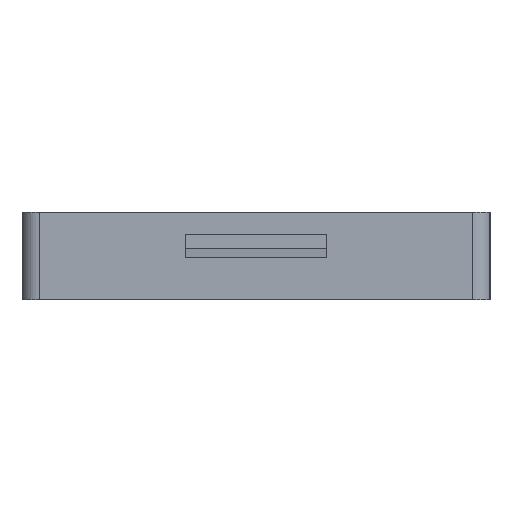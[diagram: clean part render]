
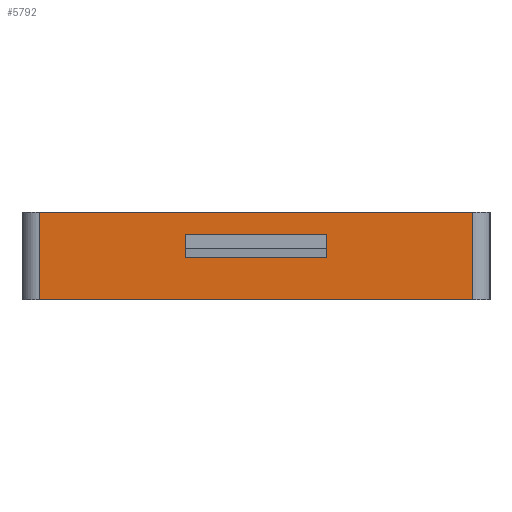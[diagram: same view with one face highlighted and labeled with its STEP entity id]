
A CAD part, left-side view. The second image highlights one B-rep face of the part: STEP entity #5792.
In plain terms, the highlighted planar face has unit normal (-1, 0, 0).
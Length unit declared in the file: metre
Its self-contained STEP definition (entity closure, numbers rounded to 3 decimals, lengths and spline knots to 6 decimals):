
#1765=ORIENTED_EDGE('',*,*,#2496,.F.);
#1766=ORIENTED_EDGE('',*,*,#2502,.F.);
#1767=ORIENTED_EDGE('',*,*,#2470,.T.);
#1768=ORIENTED_EDGE('',*,*,#2481,.T.);
#1769=ORIENTED_EDGE('',*,*,#2811,.T.);
#1770=ORIENTED_EDGE('',*,*,#2812,.F.);
#1771=ORIENTED_EDGE('',*,*,#2813,.T.);
#1772=ORIENTED_EDGE('',*,*,#2795,.T.);
#2470=EDGE_CURVE('',#3213,#3212,#3773,.T.);
#2481=EDGE_CURVE('',#3212,#3221,#3784,.T.);
#2496=EDGE_CURVE('',#3232,#3221,#3799,.T.);
#2502=EDGE_CURVE('',#3213,#3232,#3805,.T.);
#2795=EDGE_CURVE('',#3399,#3400,#4006,.T.);
#2811=EDGE_CURVE('',#3400,#3411,#4014,.T.);
#2812=EDGE_CURVE('',#3412,#3411,#4015,.T.);
#2813=EDGE_CURVE('',#3412,#3399,#4016,.F.);
#3212=VERTEX_POINT('',#8997);
#3213=VERTEX_POINT('',#8999);
#3221=VERTEX_POINT('',#9020);
#3232=VERTEX_POINT('',#9047);
#3399=VERTEX_POINT('',#10123);
#3400=VERTEX_POINT('',#10124);
#3411=VERTEX_POINT('',#10157);
#3412=VERTEX_POINT('',#10159);
#3773=LINE('',#8998,#4389);
#3784=LINE('',#9021,#4400);
#3799=LINE('',#9048,#4415);
#3805=LINE('',#9057,#4421);
#4006=LINE('',#10122,#4622);
#4014=LINE('',#10156,#4630);
#4015=LINE('',#10158,#4631);
#4016=LINE('',#10160,#4632);
#4389=VECTOR('',#7005,1.);
#4400=VECTOR('',#7022,1.);
#4415=VECTOR('',#7039,1.);
#4421=VECTOR('',#7047,1.);
#4622=VECTOR('',#7568,1.);
#4630=VECTOR('',#7604,1.);
#4631=VECTOR('',#7605,1.);
#4632=VECTOR('',#7606,1.);
#4939=EDGE_LOOP('',(#1765,#1766,#1767,#1768));
#4940=EDGE_LOOP('',(#1769,#1770,#1771,#1772));
#5275=FACE_BOUND('',#4939,.T.);
#5276=FACE_BOUND('',#4940,.T.);
#5514=PLANE('',#6218);
#5792=ADVANCED_FACE('',(#5275,#5276),#5514,.F.);
#6218=AXIS2_PLACEMENT_3D('',#10155,#7602,#7603);
#7005=DIRECTION('',(0.,1.,0.));
#7022=DIRECTION('',(0.,0.,1.));
#7039=DIRECTION('',(0.,1.,0.));
#7047=DIRECTION('',(0.,0.,1.));
#7568=DIRECTION('',(0.,1.,0.));
#7602=DIRECTION('',(1.,0.,0.));
#7603=DIRECTION('',(0.,1.,0.));
#7604=DIRECTION('',(0.,0.,-1.));
#7605=DIRECTION('',(0.,1.,0.));
#7606=DIRECTION('',(0.,0.,-1.));
#8997=CARTESIAN_POINT('',(-0.0302,0.008125,-0.00265));
#8998=CARTESIAN_POINT('',(-0.0302,0.,-0.00265));
#8999=CARTESIAN_POINT('',(-0.0302,-0.008125,-0.00265));
#9020=CARTESIAN_POINT('',(-0.0302,0.008125,0.));
#9021=CARTESIAN_POINT('',(-0.0302,0.008125,-0.001325));
#9047=CARTESIAN_POINT('',(-0.0302,-0.008125,0.));
#9048=CARTESIAN_POINT('',(-0.0302,0.,0.));
#9057=CARTESIAN_POINT('',(-0.0302,-0.008125,-0.001325));
#10122=CARTESIAN_POINT('',(-0.0302,0.,0.002485));
#10123=CARTESIAN_POINT('',(-0.0302,-0.02478,0.002485));
#10124=CARTESIAN_POINT('',(-0.0302,0.02478,0.002485));
#10155=CARTESIAN_POINT('',(-0.0302,0.,0.002487));
#10156=CARTESIAN_POINT('',(-0.0302,0.02478,0.002487));
#10157=CARTESIAN_POINT('',(-0.0302,0.02478,-0.007515));
#10158=CARTESIAN_POINT('',(-0.0302,0.,-0.007515));
#10159=CARTESIAN_POINT('',(-0.0302,-0.02478,-0.007515));
#10160=CARTESIAN_POINT('',(-0.0302,-0.02478,0.002485));
